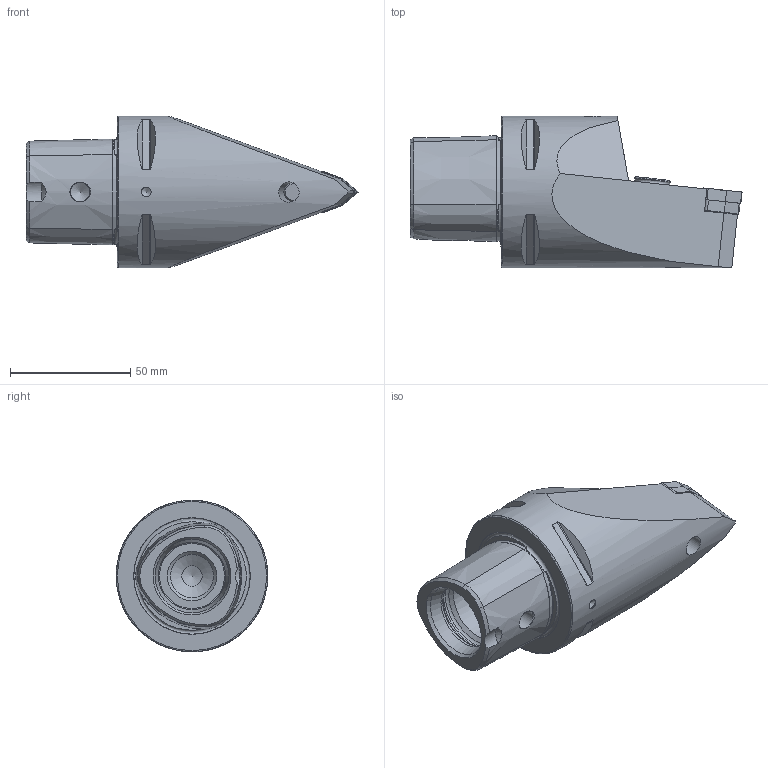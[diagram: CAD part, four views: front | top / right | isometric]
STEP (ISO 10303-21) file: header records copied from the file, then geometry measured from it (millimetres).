
FILE_DESCRIPTION (( 'STEP AP214' ), '1' );
FILE_NAME ('PS6.PWE.NMA.100-HP.STEP', '2020-11-20T14:42:51', ( '' ), ( '' ), 'SwSTEP 2.0', 'SolidWorks 2017', '' );
FILE_SCHEMA (( 'AUTOMOTIVE_DESIGN' ));
Length unit declared in the file: millimetre
Products named in the file (13): WCD-ER1.101.000; CHP-ER1.008.014_A; DIN 3771 - 13x1; WCD-ER4.101.017_A; ISO 8752 2x8; CHP-ER1.015.006_A; CHP-ER1.015.006; DIN 7991 - M5x15; WNMG080404; PS6-PWE.NMA.100-HP_A; WWE-ER2.101.004_A; WDF-ER3.101.000_A; PS6.PWE.NMA.100-HP
Assembly tree (12 placements, depth 3):
  PS6.PWE.NMA.100-HP
    PS6-PWE.NMA.100-HP_A
    ISO 8752 2x8
    CHP-ER1.015.006
      CHP-ER1.015.006_A
      DIN 3771 - 13x1
      DIN 7991 - M5x15
    CHP-ER1.008.014_A
    WCD-ER4.101.017_A
    WDF-ER3.101.000_A
    WWE-ER2.101.004_A
    WCD-ER1.101.000
    WNMG080404
Bounding box: 138 x 63 x 62.99 mm (x, y, z)
Volume: 203416.7 mm3; surface area: 36293.9 mm2
Topology: 11 solids, 11 shells, 333 faces, 795 edges, 486 vertices
Faces by surface type: plane 137, cone 87, cylinder 66, torus 25, bspline 18
Full cylindrical faces by diameter (mm): 2 x1, 2.5 x1, 3 x1, 3.55 x1, 4 x1, 4.2 x2, 4.7 x1, 5 x4, 5.16 x1, 5.2 x1, 5.5 x1, 6.4 x1, 6.7 x1, 7 x2, 7.8 x1, 7.9 x2, 8 x2, 8.1 x2, 8.4 x1, 8.5 x1, 10 x1, 13.4 x1, 15 x4, 18 x1, 28 x2, 32 x1, 63 x1
Entity records: 10722 total; most frequent: CARTESIAN_POINT 3269, DIRECTION 1385, ORIENTED_EDGE 1334, EDGE_CURVE 667, AXIS2_PLACEMENT_3D 553, VERTEX_POINT 457, EDGE_LOOP 452, FACE_OUTER_BOUND 382
